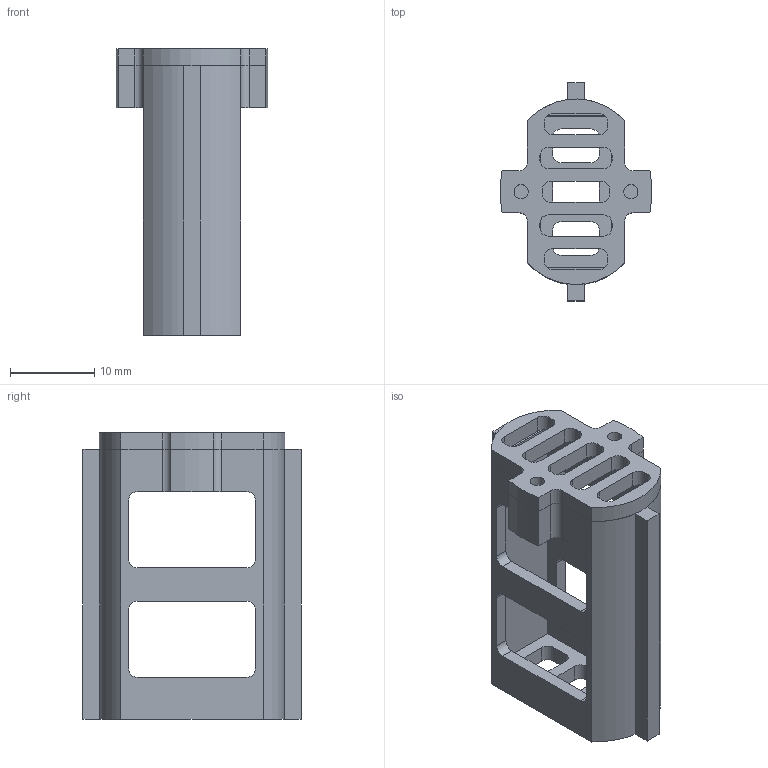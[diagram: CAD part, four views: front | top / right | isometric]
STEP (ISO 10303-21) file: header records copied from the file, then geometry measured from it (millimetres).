
FILE_DESCRIPTION(/* description */ ('STEP AP242','CAx-IF Rec.Pracs.---Representation and Presentation of Product Manufacturing Information (PMI)---4.0---2014-10-13','CAx-IF Rec.Pracs.---3D Tessellated Geometry---0.4---2014-09-14','2;1'),/* implementation_level */ '2;1');
FILE_NAME(/* name */ '66d26ea56693f1622a0207bc',/* time_stamp */ '2024-08-31T01:15:18Z',/* author */ (''),/* organization */ (''),/* preprocessor_version */ 'ST-DEVELOPER v20',/* originating_system */ ' ',/* authorisation */ ' ');
FILE_SCHEMA (('AP242_MANAGED_MODEL_BASED_3D_ENGINEERING_MIM_LF { 1 0 10303 442 1 1 4 }'));
Length unit declared in the file: metre
Products named in the file (2): Part 2; Part 1
Bounding box: 17.95 x 25.86 x 34 mm (x, y, z)
Volume: 2726.3 mm3; surface area: 4277.9 mm2
Topology: 2 solids, 2 shells, 149 faces, 432 edges, 288 vertices
Faces by surface type: plane 79, cylinder 64, bspline 6
Full cylindrical faces by diameter (mm): 1.7 x4
Entity records: 5058 total; most frequent: CARTESIAN_POINT 913, DIRECTION 858, ORIENTED_EDGE 856, EDGE_CURVE 428, LINE 288, VECTOR 288, VERTEX_POINT 288, AXIS2_PLACEMENT_3D 285
